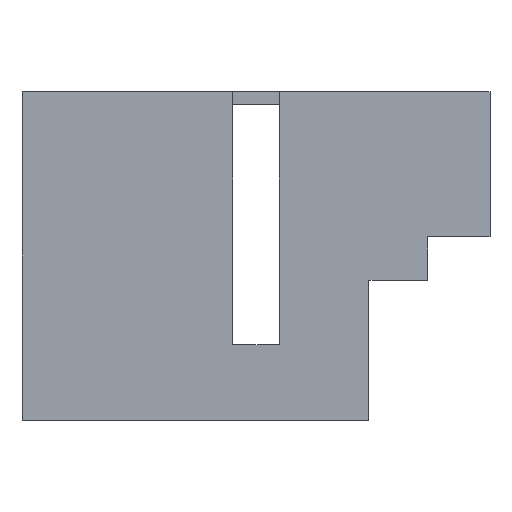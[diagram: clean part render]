
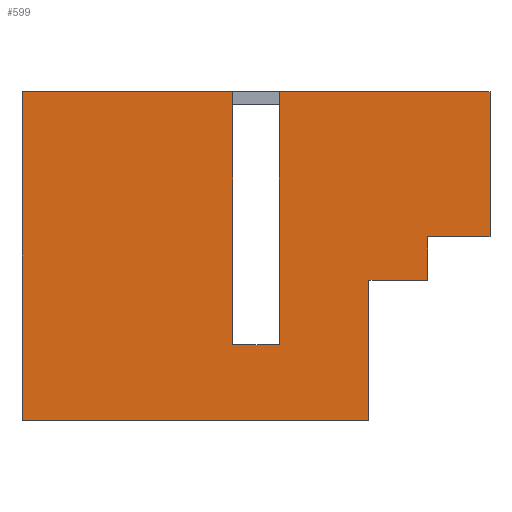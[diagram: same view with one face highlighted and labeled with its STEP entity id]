
A CAD part, front view. The second image highlights one B-rep face of the part: STEP entity #599.
In plain terms, the highlighted planar face has unit normal (0, -1, 0).
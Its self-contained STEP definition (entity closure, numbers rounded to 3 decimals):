
#4 = DIRECTION ( 'NONE',  ( 0., 0., -1. ) ) ;
#5 = VECTOR ( 'NONE', #240, 1000. ) ;
#9 = FACE_OUTER_BOUND ( 'NONE', #430, .T. ) ;
#12 = CARTESIAN_POINT ( 'NONE',  ( 63.8, 0., 0. ) ) ;
#17 = CARTESIAN_POINT ( 'NONE',  ( 55.3, 0., -25.7 ) ) ;
#18 = VECTOR ( 'NONE', #477, 1000. ) ;
#20 = CARTESIAN_POINT ( 'NONE',  ( 47.3, 0., -44.8 ) ) ;
#50 = ORIENTED_EDGE ( 'NONE', *, *, #211, .F. ) ;
#56 = CARTESIAN_POINT ( 'NONE',  ( 28.7, 0., 0. ) ) ;
#59 = CARTESIAN_POINT ( 'NONE',  ( 63.8, 0., 0. ) ) ;
#61 = DIRECTION ( 'NONE',  ( 0., 0., -1. ) ) ;
#72 = DIRECTION ( 'NONE',  ( 0., -1., 0. ) ) ;
#79 = CARTESIAN_POINT ( 'NONE',  ( 63.8, 0., -19.8 ) ) ;
#80 = LINE ( 'NONE', #12, #357 ) ;
#83 = ORIENTED_EDGE ( 'NONE', *, *, #261, .F. ) ;
#101 = EDGE_CURVE ( 'NONE', #138, #408, #334, .T. ) ;
#103 = DIRECTION ( 'NONE',  ( -1., 0., 0. ) ) ;
#107 = PLANE ( 'NONE',  #112 ) ;
#111 = CARTESIAN_POINT ( 'NONE',  ( 0., 0., 0. ) ) ;
#112 = AXIS2_PLACEMENT_3D ( 'NONE', #502, #72, #61 ) ;
#115 = EDGE_CURVE ( 'NONE', #139, #302, #520, .T. ) ;
#118 = DIRECTION ( 'NONE',  ( 0., 0., -1. ) ) ;
#121 = CARTESIAN_POINT ( 'NONE',  ( 35.1, 0., 0. ) ) ;
#126 = ORIENTED_EDGE ( 'NONE', *, *, #196, .F. ) ;
#128 = LINE ( 'NONE', #304, #318 ) ;
#130 = ORIENTED_EDGE ( 'NONE', *, *, #101, .F. ) ;
#131 = VECTOR ( 'NONE', #103, 1000. ) ;
#138 = VERTEX_POINT ( 'NONE', #17 ) ;
#139 = VERTEX_POINT ( 'NONE', #195 ) ;
#149 = CARTESIAN_POINT ( 'NONE',  ( 0., 0., -34.478 ) ) ;
#162 = VERTEX_POINT ( 'NONE', #529 ) ;
#183 = DIRECTION ( 'NONE',  ( -1., 0., 0. ) ) ;
#195 = CARTESIAN_POINT ( 'NONE',  ( 0., 0., -44.8 ) ) ;
#196 = EDGE_CURVE ( 'NONE', #405, #139, #536, .T. ) ;
#200 = EDGE_CURVE ( 'NONE', #302, #162, #237, .T. ) ;
#202 = VECTOR ( 'NONE', #340, 1000. ) ;
#211 = EDGE_CURVE ( 'NONE', #375, #269, #446, .T. ) ;
#222 = CARTESIAN_POINT ( 'NONE',  ( 28.7, 0., -34.478 ) ) ;
#237 = LINE ( 'NONE', #111, #5 ) ;
#240 = DIRECTION ( 'NONE',  ( 1., 0., 0. ) ) ;
#244 = ORIENTED_EDGE ( 'NONE', *, *, #354, .F. ) ;
#245 = DIRECTION ( 'NONE',  ( 0., 0., 1. ) ) ;
#249 = ORIENTED_EDGE ( 'NONE', *, *, #550, .F. ) ;
#261 = EDGE_CURVE ( 'NONE', #496, #515, #389, .T. ) ;
#269 = VERTEX_POINT ( 'NONE', #59 ) ;
#273 = CARTESIAN_POINT ( 'NONE',  ( 55.3, 0., 0. ) ) ;
#275 = CARTESIAN_POINT ( 'NONE',  ( 0., 0., 0. ) ) ;
#280 = DIRECTION ( 'NONE',  ( -1., 0., 0. ) ) ;
#281 = DIRECTION ( 'NONE',  ( 1., 0., 0. ) ) ;
#283 = CARTESIAN_POINT ( 'NONE',  ( 35.1, 0., -34.478 ) ) ;
#302 = VERTEX_POINT ( 'NONE', #362 ) ;
#304 = CARTESIAN_POINT ( 'NONE',  ( 35.1, 0., 0. ) ) ;
#310 = VERTEX_POINT ( 'NONE', #352 ) ;
#314 = VECTOR ( 'NONE', #281, 1000. ) ;
#318 = VECTOR ( 'NONE', #245, 1000. ) ;
#322 = LINE ( 'NONE', #382, #557 ) ;
#334 = LINE ( 'NONE', #560, #418 ) ;
#338 = VECTOR ( 'NONE', #4, 1000. ) ;
#340 = DIRECTION ( 'NONE',  ( 1., 0., 0. ) ) ;
#351 = ORIENTED_EDGE ( 'NONE', *, *, #424, .F. ) ;
#352 = CARTESIAN_POINT ( 'NONE',  ( 55.3, 0., -19.8 ) ) ;
#354 = EDGE_CURVE ( 'NONE', #408, #405, #547, .T. ) ;
#357 = VECTOR ( 'NONE', #598, 1000. ) ;
#362 = CARTESIAN_POINT ( 'NONE',  ( 0., 0., 0. ) ) ;
#363 = VERTEX_POINT ( 'NONE', #79 ) ;
#375 = VERTEX_POINT ( 'NONE', #121 ) ;
#382 = CARTESIAN_POINT ( 'NONE',  ( 0., 0., -19.8 ) ) ;
#389 = LINE ( 'NONE', #149, #202 ) ;
#405 = VERTEX_POINT ( 'NONE', #20 ) ;
#406 = VECTOR ( 'NONE', #440, 1000. ) ;
#408 = VERTEX_POINT ( 'NONE', #454 ) ;
#414 = ORIENTED_EDGE ( 'NONE', *, *, #559, .F. ) ;
#418 = VECTOR ( 'NONE', #183, 1000. ) ;
#424 = EDGE_CURVE ( 'NONE', #515, #375, #128, .T. ) ;
#430 = EDGE_LOOP ( 'NONE', ( #83, #549, #600, #509, #126, #244, #130, #249, #414, #503, #50, #351 ) ) ;
#440 = DIRECTION ( 'NONE',  ( 0., 0., -1. ) ) ;
#443 = CARTESIAN_POINT ( 'NONE',  ( 0., 0., -44.8 ) ) ;
#446 = LINE ( 'NONE', #583, #314 ) ;
#454 = CARTESIAN_POINT ( 'NONE',  ( 47.3, 0., -25.7 ) ) ;
#477 = DIRECTION ( 'NONE',  ( 0., 0., 1. ) ) ;
#486 = LINE ( 'NONE', #56, #338 ) ;
#496 = VERTEX_POINT ( 'NONE', #222 ) ;
#502 = CARTESIAN_POINT ( 'NONE',  ( 0., 0., 0. ) ) ;
#503 = ORIENTED_EDGE ( 'NONE', *, *, #609, .F. ) ;
#509 = ORIENTED_EDGE ( 'NONE', *, *, #115, .F. ) ;
#515 = VERTEX_POINT ( 'NONE', #283 ) ;
#516 = VECTOR ( 'NONE', #118, 1000. ) ;
#520 = LINE ( 'NONE', #275, #18 ) ;
#529 = CARTESIAN_POINT ( 'NONE',  ( 28.7, 0., 0. ) ) ;
#530 = LINE ( 'NONE', #273, #406 ) ;
#536 = LINE ( 'NONE', #443, #131 ) ;
#540 = CARTESIAN_POINT ( 'NONE',  ( 47.3, 0., 0. ) ) ;
#547 = LINE ( 'NONE', #540, #516 ) ;
#549 = ORIENTED_EDGE ( 'NONE', *, *, #573, .F. ) ;
#550 = EDGE_CURVE ( 'NONE', #310, #138, #530, .T. ) ;
#557 = VECTOR ( 'NONE', #280, 1000. ) ;
#559 = EDGE_CURVE ( 'NONE', #363, #310, #322, .T. ) ;
#560 = CARTESIAN_POINT ( 'NONE',  ( 0., 0., -25.7 ) ) ;
#573 = EDGE_CURVE ( 'NONE', #162, #496, #486, .T. ) ;
#583 = CARTESIAN_POINT ( 'NONE',  ( 0., 0., 0. ) ) ;
#598 = DIRECTION ( 'NONE',  ( 0., 0., -1. ) ) ;
#599 = ADVANCED_FACE ( 'NONE', ( #9 ), #107, .T. ) ;
#600 = ORIENTED_EDGE ( 'NONE', *, *, #200, .F. ) ;
#609 = EDGE_CURVE ( 'NONE', #269, #363, #80, .T. ) ;
